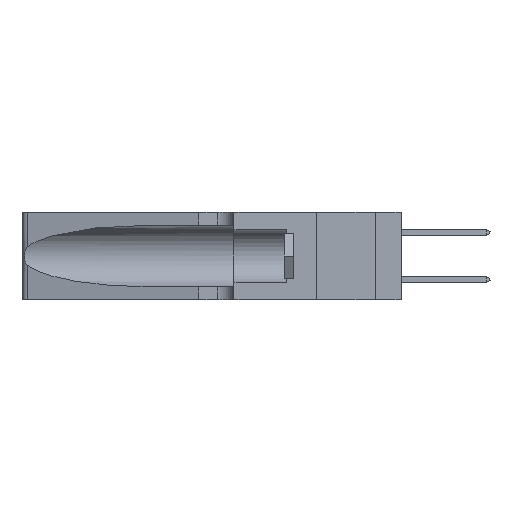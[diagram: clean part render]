
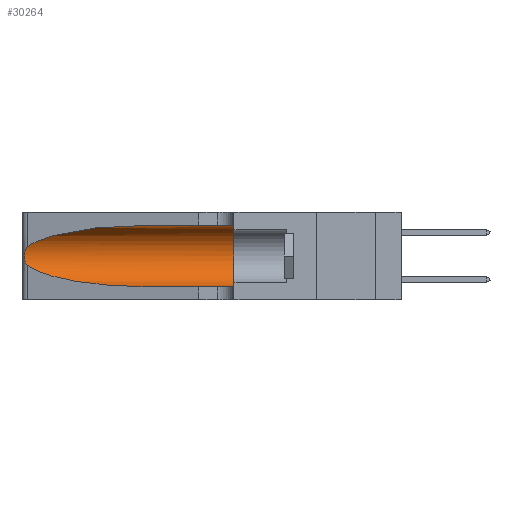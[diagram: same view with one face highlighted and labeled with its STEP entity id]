
A CAD part, left-side view. The second image highlights one B-rep face of the part: STEP entity #30264.
In plain terms, the highlighted cylindrical face has radius 3.308 mm (diameter 6.617 mm), a partial arc.
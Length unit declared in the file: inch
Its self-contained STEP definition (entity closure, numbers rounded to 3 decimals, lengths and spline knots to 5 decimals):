
#63 = FACE_OUTER_BOUND ( 'NONE', #20852, .T. ) ;
#184 = CARTESIAN_POINT ( 'NONE',  ( 0.1305, 0.35, 0.185 ) ) ;
#186 = EDGE_CURVE ( 'NONE', #22267, #680, #26176, .T. ) ;
#230 = CARTESIAN_POINT ( 'NONE',  ( 0.1305, 0.72297, 0.31525 ) ) ;
#680 = VERTEX_POINT ( 'NONE', #24872 ) ;
#1008 = CARTESIAN_POINT ( 'NONE',  ( 0.18966, 0.96281, 0.05475 ) ) ;
#1343 = EDGE_CURVE ( 'NONE', #9563, #22267, #19947, .T. ) ;
#1869 = EDGE_CURVE ( 'NONE', #14677, #32889, #29623, .T. ) ;
#2316 = DIRECTION ( 'NONE',  ( 0., -1., 0. ) ) ;
#2958 = DIRECTION ( 'NONE',  ( 0., 0., 1. ) ) ;
#3204 = LINE ( 'NONE', #25597, #17812 ) ;
#3369 = CARTESIAN_POINT ( 'NONE',  ( 0.25787, 1.23484, 0.2124 ) ) ;
#3518 = AXIS2_PLACEMENT_3D ( 'NONE', #184, #19416, #2958 ) ;
#4883 = ORIENTED_EDGE ( 'NONE', *, *, #1869, .F. ) ;
#6149 = CARTESIAN_POINT ( 'NONE',  ( 0.26018, 1.23835, 0.19895 ) ) ;
#6546 = CARTESIAN_POINT ( 'NONE',  ( 0.1305, 0.72297, 0.31525 ) ) ;
#6574 = CARTESIAN_POINT ( 'NONE',  ( 0.25487, 1.22718, 0.14631 ) ) ;
#8790 = CARTESIAN_POINT ( 'NONE',  ( 0.25487, 1.22718, 0.22369 ) ) ;
#8922 = CARTESIAN_POINT ( 'NONE',  ( 0.26075, 1.23896, 0.178 ) ) ;
#9563 = VERTEX_POINT ( 'NONE', #13202 ) ;
#10560 = AXIS2_PLACEMENT_3D ( 'NONE', #16030, #2316, #18756 ) ;
#10997 =( BOUNDED_CURVE ( )  B_SPLINE_CURVE ( 3, ( #6546, #22916, #28299, #12101 ),
 .UNSPECIFIED., .F., .F. ) 
 B_SPLINE_CURVE_WITH_KNOTS ( ( 4, 4 ),
 ( 1.5708, 2.84003 ),
 .UNSPECIFIED. ) 
 CURVE ( )  GEOMETRIC_REPRESENTATION_ITEM ( )  RATIONAL_B_SPLINE_CURVE ( ( 1., 0.87, 0.87, 1. ) ) 
 REPRESENTATION_ITEM ( '' )  );
#11704 = CARTESIAN_POINT ( 'NONE',  ( 0.25856, 1.23593, 0.16098 ) ) ;
#11758 = ORIENTED_EDGE ( 'NONE', *, *, #186, .T. ) ;
#12101 = CARTESIAN_POINT ( 'NONE',  ( 0.25487, 1.22718, 0.22369 ) ) ;
#12824 = VERTEX_POINT ( 'NONE', #230 ) ;
#13202 = CARTESIAN_POINT ( 'NONE',  ( 0.25487, 1.22718, 0.22369 ) ) ;
#13982 = ORIENTED_EDGE ( 'NONE', *, *, #23384, .F. ) ;
#14439 = CARTESIAN_POINT ( 'NONE',  ( 0.25639, 1.23186, 0.15144 ) ) ;
#14677 = VERTEX_POINT ( 'NONE', #24056 ) ;
#16030 = CARTESIAN_POINT ( 'NONE',  ( 0.1305, 1.61858, 0.185 ) ) ;
#17181 = CARTESIAN_POINT ( 'NONE',  ( 0.25487, 1.22718, 0.14631 ) ) ;
#17812 = VECTOR ( 'NONE', #22923, 39.37008 ) ;
#17988 = CARTESIAN_POINT ( 'NONE',  ( 0.25487, 1.22718, 0.14631 ) ) ;
#18199 = ORIENTED_EDGE ( 'NONE', *, *, #1343, .T. ) ;
#18756 = DIRECTION ( 'NONE',  ( 0., 0., -1. ) ) ;
#19416 = DIRECTION ( 'NONE',  ( 0., 1., 0. ) ) ;
#19485 = VECTOR ( 'NONE', #32245, 39.37008 ) ;
#19525 = ORIENTED_EDGE ( 'NONE', *, *, #29440, .T. ) ;
#19695 = CARTESIAN_POINT ( 'NONE',  ( 0.25555, 1.22994, 0.2215 ) ) ;
#19804 = CARTESIAN_POINT ( 'NONE',  ( 0.25639, 1.23184, 0.21858 ) ) ;
#19947 = B_SPLINE_CURVE_WITH_KNOTS ( 'NONE', 3,
 ( #8790, #19695, #19804, #3369, #22519, #6149, #25188, #8922, #27897, #11704, #30643, #14439, #33351, #17181 ),
 .UNSPECIFIED., .F., .F.,
 ( 4, 2, 2, 2, 2, 2, 4 ),
 ( 0., 0.00027, 0.00053, 0.00107, 0.0016, 0.00187, 0.00214 ),
 .UNSPECIFIED. ) ;
#20221 = CARTESIAN_POINT ( 'NONE',  ( 0.2373, 1.15595, 0.08982 ) ) ;
#20328 = LINE ( 'NONE', #29516, #19485 ) ;
#20852 = EDGE_LOOP ( 'NONE', ( #29226, #18199, #11758, #19525, #4883, #13982 ) ) ;
#21449 = EDGE_CURVE ( 'NONE', #12824, #9563, #10997, .T. ) ;
#21572 = CARTESIAN_POINT ( 'NONE',  ( 0.1305, 0.35, 0.05475 ) ) ;
#22267 = VERTEX_POINT ( 'NONE', #17988 ) ;
#22519 = CARTESIAN_POINT ( 'NONE',  ( 0.25854, 1.2359, 0.20912 ) ) ;
#22916 = CARTESIAN_POINT ( 'NONE',  ( 0.18966, 0.96281, 0.31525 ) ) ;
#22923 = DIRECTION ( 'NONE',  ( 0., -1., 0. ) ) ;
#23384 = EDGE_CURVE ( 'NONE', #12824, #14677, #3204, .T. ) ;
#24056 = CARTESIAN_POINT ( 'NONE',  ( 0.1305, 0.35, 0.31525 ) ) ;
#24872 = CARTESIAN_POINT ( 'NONE',  ( 0.1305, 0.72297, 0.05475 ) ) ;
#25188 = CARTESIAN_POINT ( 'NONE',  ( 0.26075, 1.23896, 0.19203 ) ) ;
#25597 = CARTESIAN_POINT ( 'NONE',  ( 0.1305, 1.61858, 0.31525 ) ) ;
#25619 = CARTESIAN_POINT ( 'NONE',  ( 0.1305, 0.72297, 0.05475 ) ) ;
#26176 =( BOUNDED_CURVE ( )  B_SPLINE_CURVE ( 3, ( #6574, #20221, #1008, #25619 ),
 .UNSPECIFIED., .F., .F. ) 
 B_SPLINE_CURVE_WITH_KNOTS ( ( 4, 4 ),
 ( 3.44316, 4.71239 ),
 .UNSPECIFIED. ) 
 CURVE ( )  GEOMETRIC_REPRESENTATION_ITEM ( )  RATIONAL_B_SPLINE_CURVE ( ( 1., 0.87, 0.87, 1. ) ) 
 REPRESENTATION_ITEM ( '' )  );
#27897 = CARTESIAN_POINT ( 'NONE',  ( 0.26017, 1.23833, 0.17102 ) ) ;
#28299 = CARTESIAN_POINT ( 'NONE',  ( 0.2373, 1.15595, 0.28018 ) ) ;
#29226 = ORIENTED_EDGE ( 'NONE', *, *, #21449, .T. ) ;
#29440 = EDGE_CURVE ( 'NONE', #680, #32889, #20328, .T. ) ;
#29516 = CARTESIAN_POINT ( 'NONE',  ( 0.1305, 1.61858, 0.05475 ) ) ;
#29623 = CIRCLE ( 'NONE', #3518, 0.13025 ) ;
#30264 = ADVANCED_FACE ( 'NONE', ( #63 ), #34577, .F. ) ;
#30643 = CARTESIAN_POINT ( 'NONE',  ( 0.25789, 1.23486, 0.15765 ) ) ;
#32245 = DIRECTION ( 'NONE',  ( 0., -1., 0. ) ) ;
#32889 = VERTEX_POINT ( 'NONE', #21572 ) ;
#33351 = CARTESIAN_POINT ( 'NONE',  ( 0.25555, 1.22993, 0.14849 ) ) ;
#34577 = CYLINDRICAL_SURFACE ( 'NONE', #10560, 0.13025 ) ;
